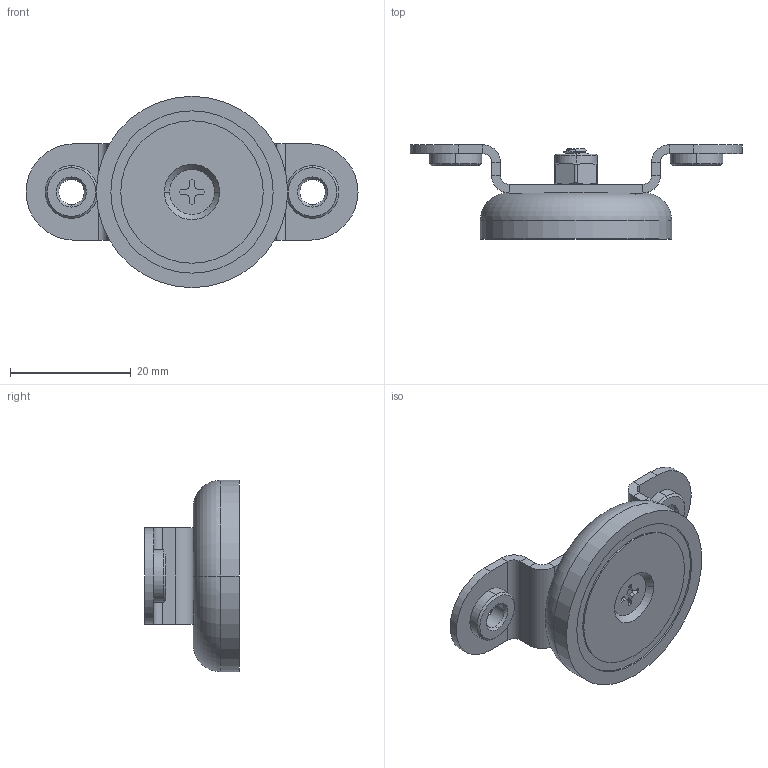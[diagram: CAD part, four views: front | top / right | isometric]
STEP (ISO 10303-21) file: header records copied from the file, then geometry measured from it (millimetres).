
FILE_DESCRIPTION((''),'2;1');
FILE_NAME('235691_SM01_ASM','2024-06-11T10:58:49',('banengservice'),('BANNER ENGINEERING'),'CREO PARAMETRIC BY PTC INC, 2022414','CREO PARAMETRIC BY PTC INC, 2022414','');
FILE_SCHEMA(('CONFIG_CONTROL_DESIGN'));
Length unit declared in the file: millimetre
Products named in the file (2): 235691_EP02; 235691_SM01_ASM
Assembly tree (1 placements, depth 2):
  235691_SM01_ASM
    235691_EP02
Bounding box: 55.08 x 15.62 x 31.75 mm (x, y, z)
Volume: 7248.2 mm3; surface area: 4012.2 mm2
Topology: 1 solids, 1 shells, 153 faces, 355 edges, 217 vertices
Faces by surface type: plane 71, cylinder 47, cone 28, torus 4, bspline 3
Entity records: 5636 total; most frequent: CARTESIAN_POINT 2096, DIRECTION 742, ORIENTED_EDGE 710, EDGE_CURVE 355, AXIS2_PLACEMENT_3D 290, VERTEX_POINT 217, EDGE_LOOP 170, VECTOR 162
